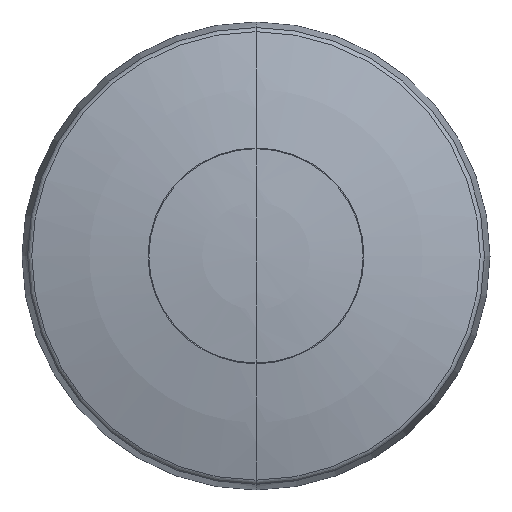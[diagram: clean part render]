
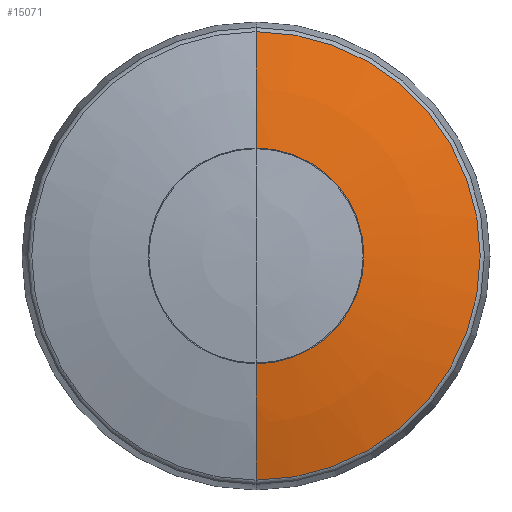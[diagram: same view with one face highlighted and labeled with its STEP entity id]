
A CAD part, top view. The second image highlights one B-rep face of the part: STEP entity #15071.
In plain terms, the highlighted spherical face has radius 100 mm.
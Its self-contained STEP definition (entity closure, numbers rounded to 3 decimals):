
#3748=CARTESIAN_POINT('',(0.,0.,17.811));
#3749=DIRECTION('',(0.,0.,1.));
#3750=DIRECTION('',(0.,-1.,0.));
#3751=AXIS2_PLACEMENT_3D('',#3748,#3749,#3750);
#3758=CARTESIAN_POINT('',(0.,0.,-77.993));
#3759=DIRECTION('',(1.,0.,0.));
#3760=DIRECTION('',(0.,0.287,0.958));
#3761=AXIS2_PLACEMENT_3D('',#3758,#3759,#3760);
#3763=CARTESIAN_POINT('',(0.,0.,-77.993));
#3764=DIRECTION('',(-1.,0.,0.));
#3765=DIRECTION('',(0.,-0.287,0.958));
#3766=AXIS2_PLACEMENT_3D('',#3763,#3764,#3765);
#3813=CARTESIAN_POINT('',(0.,0.,21.05));
#3814=DIRECTION('',(0.,0.,-1.));
#3815=DIRECTION('',(0.,1.,0.));
#3816=AXIS2_PLACEMENT_3D('',#3813,#3814,#3815);
#4283=CARTESIAN_POINT('',(0.,13.8,21.05));
#4285=VERTEX_POINT('',#4283);
#4289=CARTESIAN_POINT('',(0.,-13.8,21.05));
#4291=VERTEX_POINT('',#4289);
#4293=CARTESIAN_POINT('',(0.,-28.662,17.811));
#4294=CARTESIAN_POINT('',(0.,28.662,17.811));
#4295=VERTEX_POINT('',#4293);
#4296=VERTEX_POINT('',#4294);
#15057=CARTESIAN_POINT('',(0.,0.,-77.993));
#15058=DIRECTION('',(0.,0.,-1.));
#15059=DIRECTION('',(0.,-1.,0.));
#15060=AXIS2_PLACEMENT_3D('',#15057,#15058,#15059);
#15061=SPHERICAL_SURFACE('',#15060,100.);
#15062=ORIENTED_EDGE('',*,*,#15047,.F.);
#15064=ORIENTED_EDGE('',*,*,#15063,.T.);
#15066=ORIENTED_EDGE('',*,*,#15065,.F.);
#15068=ORIENTED_EDGE('',*,*,#15067,.F.);
#15069=EDGE_LOOP('',(#15062,#15064,#15066,#15068));
#15070=FACE_OUTER_BOUND('',#15069,.F.);
#15071=ADVANCED_FACE('',(#15070),#15061,.T.);
#3752=CIRCLE('',#3751,28.662);
#3762=CIRCLE('',#3761,100.);
#3767=CIRCLE('',#3766,100.);
#3817=CIRCLE('',#3816,13.8);
#15047=EDGE_CURVE('',#4295,#4296,#3752,.T.);
#15063=EDGE_CURVE('',#4295,#4291,#3767,.T.);
#15065=EDGE_CURVE('',#4285,#4291,#3817,.T.);
#15067=EDGE_CURVE('',#4296,#4285,#3762,.T.);
